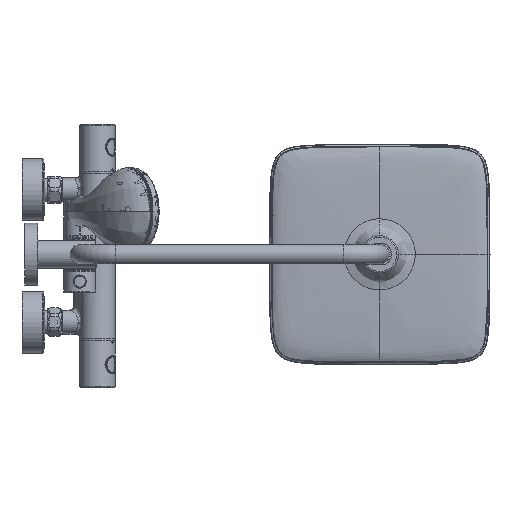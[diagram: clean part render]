
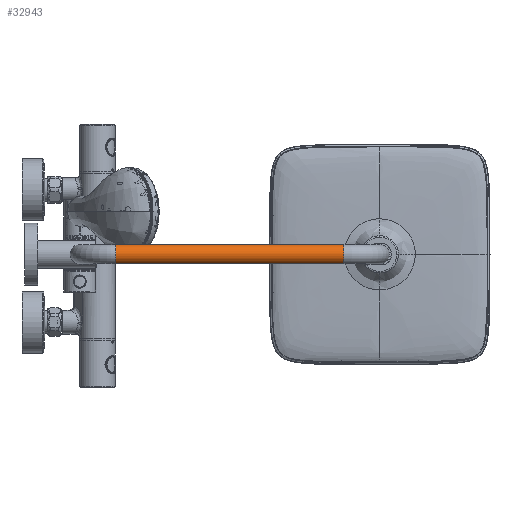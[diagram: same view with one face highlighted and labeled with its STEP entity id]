
A CAD part, top view. The second image highlights one B-rep face of the part: STEP entity #32943.
In plain terms, the highlighted cylindrical face has radius 11 mm (diameter 22 mm), a full revolution.
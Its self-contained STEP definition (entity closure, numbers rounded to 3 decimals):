
#7274=ORIENTED_EDGE('',*,*,#14986,.T.);
#7275=ORIENTED_EDGE('',*,*,#14984,.F.);
#14984=EDGE_CURVE('',#20382,#20382,#24945,.F.);
#14986=EDGE_CURVE('',#20384,#20384,#24947,.F.);
#20382=VERTEX_POINT('',#52076);
#20384=VERTEX_POINT('',#52081);
#24945=CIRCLE('',#40350,11.);
#24947=CIRCLE('',#40353,11.);
#26173=EDGE_LOOP('',(#7274));
#26174=EDGE_LOOP('',(#7275));
#29267=FACE_BOUND('',#26173,.T.);
#29268=FACE_BOUND('',#26174,.T.);
#32238=CYLINDRICAL_SURFACE('',#40352,11.);
#32943=ADVANCED_FACE('',(#29267,#29268),#32238,.T.);
#40350=AXIS2_PLACEMENT_3D('',#52075,#43275,#43276);
#40352=AXIS2_PLACEMENT_3D('',#52079,#43279,#43280);
#40353=AXIS2_PLACEMENT_3D('',#52080,#43281,#43282);
#43275=DIRECTION('',(1.,0.,0.));
#43276=DIRECTION('',(0.,0.,1.));
#43279=DIRECTION('',(1.,0.,0.));
#43280=DIRECTION('',(0.,0.,-1.));
#43281=DIRECTION('',(1.,0.,0.));
#43282=DIRECTION('',(0.,0.,1.));
#52075=CARTESIAN_POINT('',(40.5,0.,1107.978));
#52076=CARTESIAN_POINT('',(40.5,0.,1118.978));
#52079=CARTESIAN_POINT('',(40.5,0.,1107.978));
#52080=CARTESIAN_POINT('',(299.5,0.,1107.978));
#52081=CARTESIAN_POINT('',(299.5,0.,1118.978));
